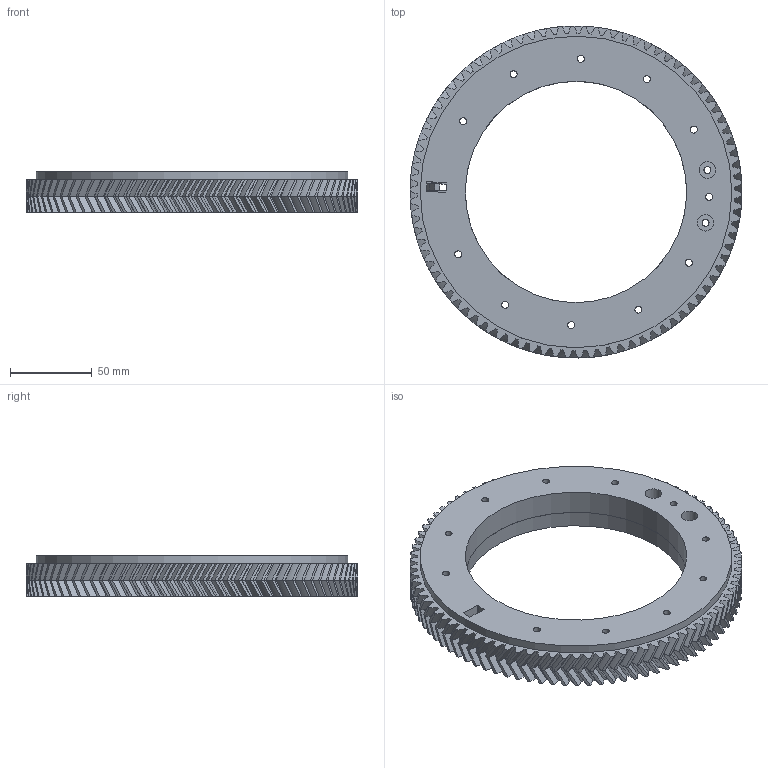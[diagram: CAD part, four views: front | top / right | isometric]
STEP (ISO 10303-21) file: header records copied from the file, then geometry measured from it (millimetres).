
FILE_DESCRIPTION(/* description */ (''),/* implementation_level */ '2;1');
FILE_NAME(/* name */ '',/* time_stamp */ '2025-12-13T17:23:45+03:00',/* author */ ('Phantom'),/* organization */ (''),/* preprocessor_version */ 'ST-DEVELOPER v20.1',/* originating_system */ 'Autodesk Inventor 2026',/* authorisation */ '');
FILE_SCHEMA (('AUTOMOTIVE_DESIGN { 1 0 10303 214 3 1 1 }'));
Length unit declared in the file: millimetre
Products named in the file (1): шестерня стрелять
Bounding box: 202.43 x 202.41 x 25 mm (x, y, z)
Volume: 392984.4 mm3; surface area: 109865.5 mm2
Topology: 3 solids, 3 shells, 777 faces, 2302 edges, 1550 vertices
Faces by surface type: bspline 516, cylinder 209, plane 52
Full cylindrical faces by diameter (mm): 4.2 x14, 4.3 x6, 10 x2, 135 x2, 190 x1
Entity records: 34952 total; most frequent: CARTESIAN_POINT 17864, ORIENTED_EDGE 4584, EDGE_CURVE 2292, B_SPLINE_CURVE_WITH_KNOTS 1720, VERTEX_POINT 1526, DIRECTION 1514, EDGE_LOOP 842, FACE_OUTER_BOUND 777
